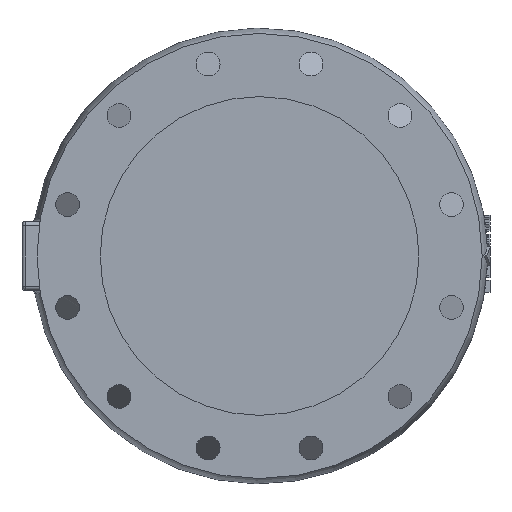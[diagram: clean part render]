
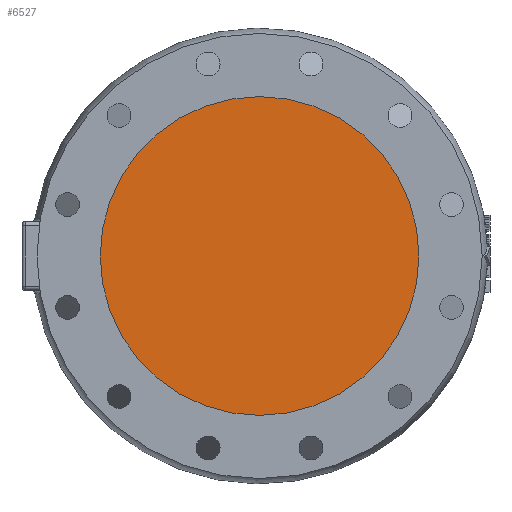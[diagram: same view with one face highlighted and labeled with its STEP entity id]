
A CAD part, front view. The second image highlights one B-rep face of the part: STEP entity #6527.
In plain terms, the highlighted planar face has unit normal (0, -1, 0).
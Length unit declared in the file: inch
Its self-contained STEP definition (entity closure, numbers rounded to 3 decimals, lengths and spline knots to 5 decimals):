
#3104=CARTESIAN_POINT('',(0.,-7.756,0.));
#3105=DIRECTION('',(0.,-1.,0.));
#3106=DIRECTION('',(-1.,0.,0.));
#3107=AXIS2_PLACEMENT_3D('',#3104,#3105,#3106);
#3113=CARTESIAN_POINT('',(0.,-7.756,0.));
#3114=DIRECTION('',(0.,1.,0.));
#3115=DIRECTION('',(-1.,0.,0.));
#3116=AXIS2_PLACEMENT_3D('',#3113,#3114,#3115);
#4294=CARTESIAN_POINT('',(-7.5185,-7.756,0.));
#4295=CARTESIAN_POINT('',(7.5185,-7.756,0.));
#4296=VERTEX_POINT('',#4294);
#4297=VERTEX_POINT('',#4295);
#6518=CARTESIAN_POINT('',(0.,-7.756,0.));
#6519=DIRECTION('',(0.,-1.,0.));
#6520=DIRECTION('',(-1.,0.,0.));
#6521=AXIS2_PLACEMENT_3D('',#6518,#6519,#6520);
#6522=PLANE('',#6521);
#6523=ORIENTED_EDGE('',*,*,#6512,.T.);
#6524=ORIENTED_EDGE('',*,*,#6498,.F.);
#6525=EDGE_LOOP('',(#6523,#6524));
#6526=FACE_OUTER_BOUND('',#6525,.F.);
#3108=CIRCLE('',#3107,7.5185);
#3117=CIRCLE('',#3116,7.5185);
#6498=EDGE_CURVE('',#4296,#4297,#3108,.T.);
#6512=EDGE_CURVE('',#4296,#4297,#3117,.T.);
#6527=ADVANCED_FACE('',(#6526),#6522,.T.);
